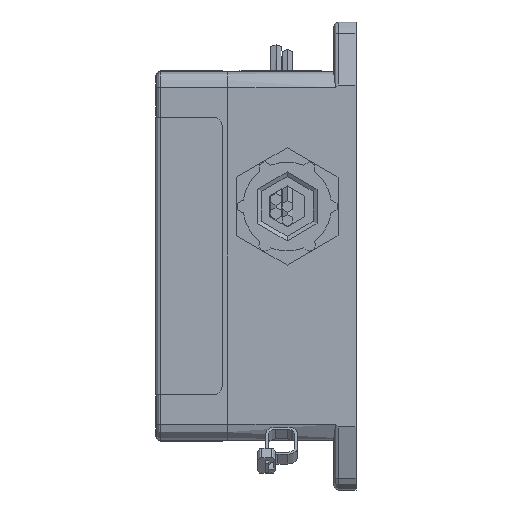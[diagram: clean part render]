
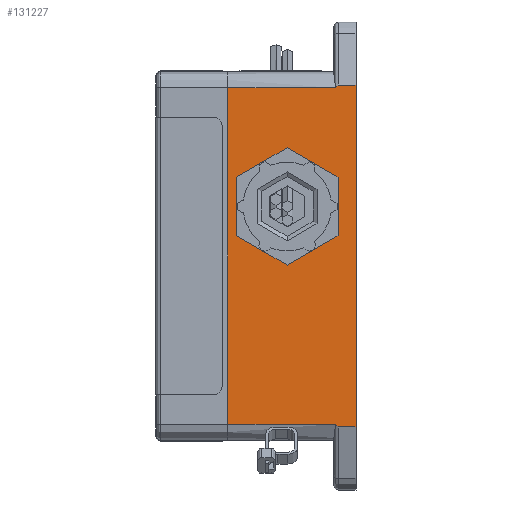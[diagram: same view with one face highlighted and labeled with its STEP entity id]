
A CAD part, left-side view. The second image highlights one B-rep face of the part: STEP entity #131227.
In plain terms, the highlighted planar face has unit normal (-1, 0, 0).
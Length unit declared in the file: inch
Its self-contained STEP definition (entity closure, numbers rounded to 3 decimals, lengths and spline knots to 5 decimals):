
#92 = CARTESIAN_POINT ( 'NONE',  ( -1.8, 0., 2.08625 ) ) ;
#4388 = CARTESIAN_POINT ( 'NONE',  ( -1.8, 1.5645, 2.05 ) ) ;
#6610 = ORIENTED_EDGE ( 'NONE', *, *, #191771, .T. ) ;
#7645 = CARTESIAN_POINT ( 'NONE',  ( -1.8, 0.23032, 2.08625 ) ) ;
#8874 = EDGE_CURVE ( 'NONE', #86023, #178238, #77877, .T. ) ;
#8940 = EDGE_CURVE ( 'NONE', #101180, #95554, #94878, .T. ) ;
#9147 = CARTESIAN_POINT ( 'NONE',  ( -1.8, 1.5645, -2.05 ) ) ;
#9439 = LINE ( 'NONE', #147525, #157551 ) ;
#13574 = VERTEX_POINT ( 'NONE', #124177 ) ;
#17424 = CARTESIAN_POINT ( 'NONE',  ( -1.8, 0.269, 2.05 ) ) ;
#20327 = LINE ( 'NONE', #124405, #134347 ) ;
#26268 = VECTOR ( 'NONE', #125400, 39.37008 ) ;
#27158 =( BOUNDED_CURVE ( )  B_SPLINE_CURVE ( 3, ( #193299, #84077, #33098, #36234 ),
 .UNSPECIFIED., .F., .F. ) 
 B_SPLINE_CURVE_WITH_KNOTS ( ( 4, 4 ),
 ( 5.6167, 6.28319 ),
 .UNSPECIFIED. ) 
 CURVE ( )  GEOMETRIC_REPRESENTATION_ITEM ( )  RATIONAL_B_SPLINE_CURVE ( ( 1., 0.963, 0.963, 1. ) ) 
 REPRESENTATION_ITEM ( '' )  );
#32474 = AXIS2_PLACEMENT_3D ( 'NONE', #204665, #152083, #148916 ) ;
#33098 = CARTESIAN_POINT ( 'NONE',  ( -1.8, 0.23032, -2.08625 ) ) ;
#36234 = CARTESIAN_POINT ( 'NONE',  ( -1.8, 0.219, -2.08625 ) ) ;
#36846 = ORIENTED_EDGE ( 'NONE', *, *, #68139, .T. ) ;
#39744 = PLANE ( 'NONE',  #32474 ) ;
#41384 = AXIS2_PLACEMENT_3D ( 'NONE', #165371, #74522, #92760 ) ;
#43402 = CARTESIAN_POINT ( 'NONE',  ( -1.8, 0.24991, 2.05 ) ) ;
#44772 = ORIENTED_EDGE ( 'NONE', *, *, #185134, .F. ) ;
#44982 = CARTESIAN_POINT ( 'NONE',  ( -1.8, 0.219, 2.08625 ) ) ;
#46093 = LINE ( 'NONE', #106282, #26268 ) ;
#47854 = EDGE_CURVE ( 'NONE', #96066, #86023, #129331, .T. ) ;
#51648 = DIRECTION ( 'NONE',  ( 0., 1., 0. ) ) ;
#51735 = EDGE_CURVE ( 'NONE', #85325, #96066, #9439, .T. ) ;
#56655 = CARTESIAN_POINT ( 'NONE',  ( -1.8, 1.5645, 2.25 ) ) ;
#60323 = DIRECTION ( 'NONE',  ( 0., 1., 0. ) ) ;
#68139 = EDGE_CURVE ( 'NONE', #232138, #131937, #46093, .T. ) ;
#70600 = DIRECTION ( 'NONE',  ( -1., 0., 0. ) ) ;
#74522 = DIRECTION ( 'NONE',  ( -1., 0., 0. ) ) ;
#77877 = LINE ( 'NONE', #17424, #177520 ) ;
#78863 = EDGE_CURVE ( 'NONE', #232138, #178238, #190324, .T. ) ;
#80864 = CARTESIAN_POINT ( 'NONE',  ( -1.8, 0.219, -2.08625 ) ) ;
#84077 = CARTESIAN_POINT ( 'NONE',  ( -1.8, 0.24101, -2.07371 ) ) ;
#85325 = VERTEX_POINT ( 'NONE', #92 ) ;
#86023 = VERTEX_POINT ( 'NONE', #164886 ) ;
#87731 = DIRECTION ( 'NONE',  ( 0., 0., 1. ) ) ;
#92760 = DIRECTION ( 'NONE',  ( 0., 0., 1. ) ) ;
#93397 = CIRCLE ( 'NONE', #41384, 0.2875 ) ;
#93522 = FACE_OUTER_BOUND ( 'NONE', #116328, .T. ) ;
#94796 = DIRECTION ( 'NONE',  ( 0., 0., 1. ) ) ;
#94878 = LINE ( 'NONE', #134362, #114899 ) ;
#95033 = ORIENTED_EDGE ( 'NONE', *, *, #208517, .T. ) ;
#95554 = VERTEX_POINT ( 'NONE', #80864 ) ;
#96066 = VERTEX_POINT ( 'NONE', #211251 ) ;
#101180 = VERTEX_POINT ( 'NONE', #117660 ) ;
#105295 = FACE_BOUND ( 'NONE', #179378, .T. ) ;
#106282 = CARTESIAN_POINT ( 'NONE',  ( -1.8, 0.269, -2.05 ) ) ;
#107490 = VECTOR ( 'NONE', #94796, 39.37008 ) ;
#108032 = ORIENTED_EDGE ( 'NONE', *, *, #8874, .T. ) ;
#114899 = VECTOR ( 'NONE', #60323, 39.37008 ) ;
#116328 = EDGE_LOOP ( 'NONE', ( #178841, #108032, #166719, #36846, #95033, #173188, #6610, #160538 ) ) ;
#117160 = VERTEX_POINT ( 'NONE', #220264 ) ;
#117660 = CARTESIAN_POINT ( 'NONE',  ( -1.8, 0., -2.08625 ) ) ;
#124177 = CARTESIAN_POINT ( 'NONE',  ( -1.8, 0.84, 0.8925 ) ) ;
#124405 = CARTESIAN_POINT ( 'NONE',  ( -1.8, 0., 2.855 ) ) ;
#125400 = DIRECTION ( 'NONE',  ( 0., -1., 0. ) ) ;
#127085 = AXIS2_PLACEMENT_3D ( 'NONE', #196515, #70600, #198113 ) ;
#129331 =( BOUNDED_CURVE ( )  B_SPLINE_CURVE ( 3, ( #44982, #7645, #206795, #43402 ),
 .UNSPECIFIED., .F., .F. ) 
 B_SPLINE_CURVE_WITH_KNOTS ( ( 4, 4 ),
 ( 3.14159, 3.80808 ),
 .UNSPECIFIED. ) 
 CURVE ( )  GEOMETRIC_REPRESENTATION_ITEM ( )  RATIONAL_B_SPLINE_CURVE ( ( 1., 0.963, 0.963, 1. ) ) 
 REPRESENTATION_ITEM ( '' )  );
#131227 = ADVANCED_FACE ( 'NONE', ( #105295, #93522 ), #39744, .F. ) ;
#131937 = VERTEX_POINT ( 'NONE', #164421 ) ;
#134347 = VECTOR ( 'NONE', #87731, 39.37008 ) ;
#134362 = CARTESIAN_POINT ( 'NONE',  ( -1.8, 0., -2.08625 ) ) ;
#147525 = CARTESIAN_POINT ( 'NONE',  ( -1.8, 0., 2.08625 ) ) ;
#148916 = DIRECTION ( 'NONE',  ( 0., 0., -1. ) ) ;
#152083 = DIRECTION ( 'NONE',  ( 1., 0., 0. ) ) ;
#156397 = CIRCLE ( 'NONE', #127085, 0.2875 ) ;
#157551 = VECTOR ( 'NONE', #203290, 39.37008 ) ;
#158573 = EDGE_CURVE ( 'NONE', #13574, #117160, #156397, .T. ) ;
#160538 = ORIENTED_EDGE ( 'NONE', *, *, #51735, .T. ) ;
#164421 = CARTESIAN_POINT ( 'NONE',  ( -1.8, 0.24991, -2.05 ) ) ;
#164886 = CARTESIAN_POINT ( 'NONE',  ( -1.8, 0.24991, 2.05 ) ) ;
#165371 = CARTESIAN_POINT ( 'NONE',  ( -1.8, 0.84, 0.605 ) ) ;
#166719 = ORIENTED_EDGE ( 'NONE', *, *, #78863, .F. ) ;
#173188 = ORIENTED_EDGE ( 'NONE', *, *, #8940, .F. ) ;
#175336 = ORIENTED_EDGE ( 'NONE', *, *, #158573, .F. ) ;
#177520 = VECTOR ( 'NONE', #51648, 39.37008 ) ;
#178238 = VERTEX_POINT ( 'NONE', #4388 ) ;
#178841 = ORIENTED_EDGE ( 'NONE', *, *, #47854, .T. ) ;
#179378 = EDGE_LOOP ( 'NONE', ( #175336, #44772 ) ) ;
#185134 = EDGE_CURVE ( 'NONE', #117160, #13574, #93397, .T. ) ;
#190324 = LINE ( 'NONE', #56655, #107490 ) ;
#191771 = EDGE_CURVE ( 'NONE', #101180, #85325, #20327, .T. ) ;
#193299 = CARTESIAN_POINT ( 'NONE',  ( -1.8, 0.24991, -2.05 ) ) ;
#196515 = CARTESIAN_POINT ( 'NONE',  ( -1.8, 0.84, 0.605 ) ) ;
#198113 = DIRECTION ( 'NONE',  ( 0., 0., 1. ) ) ;
#203290 = DIRECTION ( 'NONE',  ( 0., 1., 0. ) ) ;
#204665 = CARTESIAN_POINT ( 'NONE',  ( -1.8, 0.269, 2.855 ) ) ;
#206795 = CARTESIAN_POINT ( 'NONE',  ( -1.8, 0.24101, 2.07371 ) ) ;
#208517 = EDGE_CURVE ( 'NONE', #131937, #95554, #27158, .T. ) ;
#211251 = CARTESIAN_POINT ( 'NONE',  ( -1.8, 0.219, 2.08625 ) ) ;
#220264 = CARTESIAN_POINT ( 'NONE',  ( -1.8, 0.84, 0.3175 ) ) ;
#232138 = VERTEX_POINT ( 'NONE', #9147 ) ;
